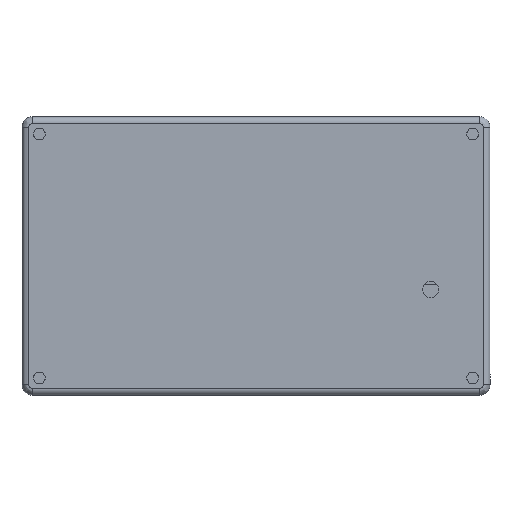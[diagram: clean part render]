
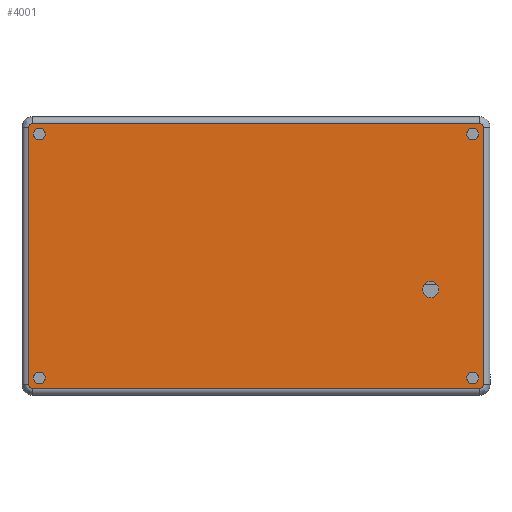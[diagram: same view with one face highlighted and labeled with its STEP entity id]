
A CAD part, front view. The second image highlights one B-rep face of the part: STEP entity #4001.
In plain terms, the highlighted planar face has unit normal (0, -1, 0).
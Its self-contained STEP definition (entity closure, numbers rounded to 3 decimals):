
#103=FACE_BOUND('',#609,.T.);
#104=FACE_BOUND('',#610,.T.);
#105=FACE_BOUND('',#611,.T.);
#106=FACE_BOUND('',#612,.T.);
#107=FACE_BOUND('',#613,.T.);
#187=PLANE('',#4372);
#357=FACE_OUTER_BOUND('',#608,.T.);
#608=EDGE_LOOP('',(#3369,#3370,#3371,#3372,#3373,#3374,#3375,#3376));
#609=EDGE_LOOP('',(#3377));
#610=EDGE_LOOP('',(#3378));
#611=EDGE_LOOP('',(#3379));
#612=EDGE_LOOP('',(#3380));
#613=EDGE_LOOP('',(#3381));
#954=LINE('',#6430,#1308);
#956=LINE('',#6450,#1310);
#958=LINE('',#6470,#1312);
#959=LINE('',#6486,#1313);
#1308=VECTOR('',#5250,10.);
#1310=VECTOR('',#5262,10.);
#1312=VECTOR('',#5274,10.);
#1313=VECTOR('',#5283,10.);
#1542=CIRCLE('',#4345,1.);
#1548=CIRCLE('',#4352,1.);
#1552=CIRCLE('',#4357,1.);
#1556=CIRCLE('',#4362,1.);
#1561=CIRCLE('',#4373,1.7);
#1562=CIRCLE('',#4374,1.7);
#1563=CIRCLE('',#4375,1.7);
#1564=CIRCLE('',#4376,1.7);
#1565=CIRCLE('',#4377,2.35);
#1869=VERTEX_POINT('',#6418);
#1870=VERTEX_POINT('',#6420);
#1872=VERTEX_POINT('',#6426);
#1874=VERTEX_POINT('',#6440);
#1876=VERTEX_POINT('',#6446);
#1878=VERTEX_POINT('',#6460);
#1880=VERTEX_POINT('',#6466);
#1882=VERTEX_POINT('',#6480);
#1893=VERTEX_POINT('',#6515);
#1894=VERTEX_POINT('',#6517);
#1895=VERTEX_POINT('',#6519);
#1896=VERTEX_POINT('',#6521);
#1897=VERTEX_POINT('',#6523);
#2370=EDGE_CURVE('',#1869,#1870,#1542,.T.);
#2375=EDGE_CURVE('',#1870,#1872,#954,.T.);
#2378=EDGE_CURVE('',#1872,#1874,#1548,.T.);
#2381=EDGE_CURVE('',#1874,#1876,#956,.T.);
#2384=EDGE_CURVE('',#1876,#1878,#1552,.T.);
#2387=EDGE_CURVE('',#1878,#1880,#958,.T.);
#2390=EDGE_CURVE('',#1880,#1882,#1556,.T.);
#2391=EDGE_CURVE('',#1882,#1869,#959,.T.);
#2406=EDGE_CURVE('',#1893,#1893,#1561,.T.);
#2407=EDGE_CURVE('',#1894,#1894,#1562,.T.);
#2408=EDGE_CURVE('',#1895,#1895,#1563,.T.);
#2409=EDGE_CURVE('',#1896,#1896,#1564,.T.);
#2410=EDGE_CURVE('',#1897,#1897,#1565,.T.);
#3369=ORIENTED_EDGE('',*,*,#2370,.F.);
#3370=ORIENTED_EDGE('',*,*,#2391,.F.);
#3371=ORIENTED_EDGE('',*,*,#2390,.F.);
#3372=ORIENTED_EDGE('',*,*,#2387,.F.);
#3373=ORIENTED_EDGE('',*,*,#2384,.F.);
#3374=ORIENTED_EDGE('',*,*,#2381,.F.);
#3375=ORIENTED_EDGE('',*,*,#2378,.F.);
#3376=ORIENTED_EDGE('',*,*,#2375,.F.);
#3377=ORIENTED_EDGE('',*,*,#2406,.F.);
#3378=ORIENTED_EDGE('',*,*,#2407,.F.);
#3379=ORIENTED_EDGE('',*,*,#2408,.F.);
#3380=ORIENTED_EDGE('',*,*,#2409,.F.);
#3381=ORIENTED_EDGE('',*,*,#2410,.F.);
#4001=ADVANCED_FACE('',(#357,#103,#104,#105,#106,#107),#187,.F.);
#4345=AXIS2_PLACEMENT_3D('',#6421,#5239,#5240);
#4352=AXIS2_PLACEMENT_3D('',#6444,#5255,#5256);
#4357=AXIS2_PLACEMENT_3D('',#6464,#5267,#5268);
#4362=AXIS2_PLACEMENT_3D('',#6484,#5279,#5280);
#4372=AXIS2_PLACEMENT_3D('',#6514,#5310,#5311);
#4373=AXIS2_PLACEMENT_3D('',#6516,#5312,#5313);
#4374=AXIS2_PLACEMENT_3D('',#6518,#5314,#5315);
#4375=AXIS2_PLACEMENT_3D('',#6520,#5316,#5317);
#4376=AXIS2_PLACEMENT_3D('',#6522,#5318,#5319);
#4377=AXIS2_PLACEMENT_3D('',#6524,#5320,#5321);
#5239=DIRECTION('center_axis',(0.,1.,0.));
#5240=DIRECTION('ref_axis',(-0.707,0.,0.707));
#5250=DIRECTION('',(1.,0.,0.));
#5255=DIRECTION('center_axis',(0.,1.,0.));
#5256=DIRECTION('ref_axis',(0.707,0.,0.707));
#5262=DIRECTION('',(0.,0.,-1.));
#5267=DIRECTION('center_axis',(0.,1.,0.));
#5268=DIRECTION('ref_axis',(0.707,0.,-0.707));
#5274=DIRECTION('',(-1.,0.,0.));
#5279=DIRECTION('center_axis',(0.,1.,0.));
#5280=DIRECTION('ref_axis',(-0.707,0.,-0.707));
#5283=DIRECTION('',(0.,0.,1.));
#5310=DIRECTION('center_axis',(0.,1.,0.));
#5311=DIRECTION('ref_axis',(1.,0.,0.));
#5312=DIRECTION('center_axis',(0.,-1.,0.));
#5313=DIRECTION('ref_axis',(1.,0.,0.));
#5314=DIRECTION('center_axis',(0.,-1.,0.));
#5315=DIRECTION('ref_axis',(1.,0.,0.));
#5316=DIRECTION('center_axis',(0.,-1.,0.));
#5317=DIRECTION('ref_axis',(1.,0.,0.));
#5318=DIRECTION('center_axis',(0.,-1.,0.));
#5319=DIRECTION('ref_axis',(1.,0.,0.));
#5320=DIRECTION('center_axis',(0.,-1.,0.));
#5321=DIRECTION('ref_axis',(1.,0.,0.));
#6418=CARTESIAN_POINT('',(-8.,0.,67.53));
#6420=CARTESIAN_POINT('',(-7.,0.,68.53));
#6421=CARTESIAN_POINT('Origin',(-7.,0.,67.53));
#6426=CARTESIAN_POINT('',(122.3,0.,68.53));
#6430=CARTESIAN_POINT('',(23.825,0.,68.53));
#6440=CARTESIAN_POINT('',(123.3,0.,67.53));
#6444=CARTESIAN_POINT('Origin',(122.3,0.,67.53));
#6446=CARTESIAN_POINT('',(123.3,0.,-7.));
#6450=CARTESIAN_POINT('',(123.3,0.,50.398));
#6460=CARTESIAN_POINT('',(122.3,0.,-8.));
#6464=CARTESIAN_POINT('Origin',(122.3,0.,-7.));
#6466=CARTESIAN_POINT('',(-7.,0.,-8.));
#6470=CARTESIAN_POINT('',(91.475,0.,-8.));
#6480=CARTESIAN_POINT('',(-8.,0.,-7.));
#6484=CARTESIAN_POINT('Origin',(-7.,0.,-7.));
#6486=CARTESIAN_POINT('',(-8.,0.,10.133));
#6514=CARTESIAN_POINT('Origin',(57.65,0.,30.265));
#6515=CARTESIAN_POINT('',(-6.7,0.,65.53));
#6516=CARTESIAN_POINT('Origin',(-5.,0.,65.53));
#6517=CARTESIAN_POINT('',(118.6,0.,-5.));
#6518=CARTESIAN_POINT('Origin',(120.3,0.,-5.));
#6519=CARTESIAN_POINT('',(-6.7,0.,-5.));
#6520=CARTESIAN_POINT('Origin',(-5.,0.,-5.));
#6521=CARTESIAN_POINT('',(118.6,0.,65.53));
#6522=CARTESIAN_POINT('Origin',(120.3,0.,65.53));
#6523=CARTESIAN_POINT('',(105.8,0.,20.57));
#6524=CARTESIAN_POINT('Origin',(108.15,0.,20.57));
